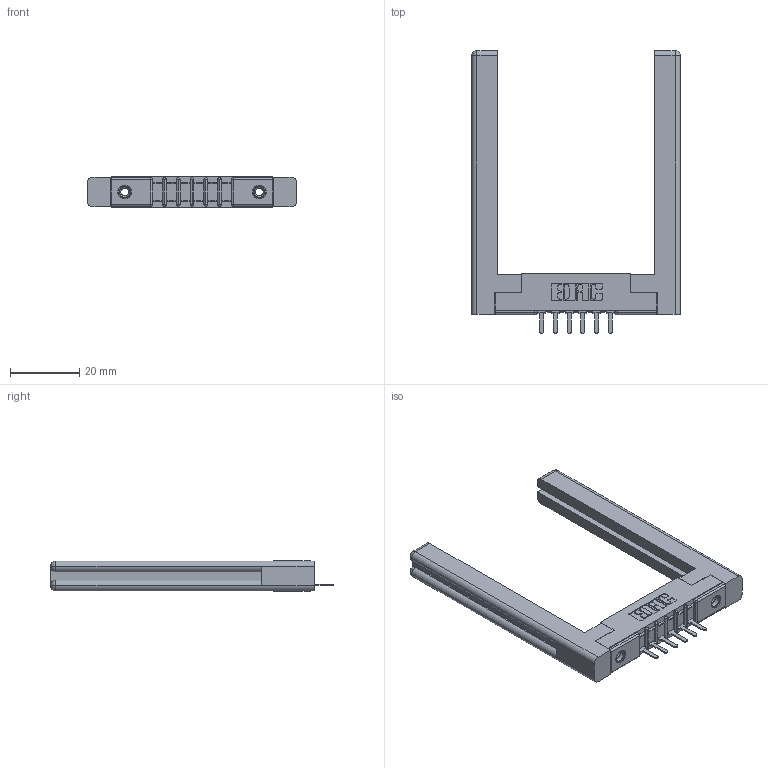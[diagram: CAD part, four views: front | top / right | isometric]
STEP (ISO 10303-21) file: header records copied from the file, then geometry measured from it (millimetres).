
FILE_DESCRIPTION (( 'STEP AP203' ), '1' );
FILE_NAME ('307-006-521-158.STEP', '2019-09-04T17:49:16', ( '' ), ( '' ), 'SwSTEP 2.0', 'SolidWorks 2016', '' );
FILE_SCHEMA (( 'CONFIG_CONTROL_DESIGN' ));
Length unit declared in the file: inch
Products named in the file (5): 345-250-001_345-250-001-102; 307-220-058; 307 Part_.156 Dia Mounting Holes; 307-290-002_521; 307-006-521-158
Assembly tree (11 placements, depth 2):
  307-006-521-158
    307 Part_.156 Dia Mounting Holes
    307-290-002_521  x6
    307-220-058  x2
    345-250-001_345-250-001-102  x2
Bounding box: 60.4 x 81.74 x 8.71 mm (x, y, z)
Volume: 11657.9 mm3; surface area: 11376.4 mm2
Topology: 11 solids, 11 shells, 711 faces, 2069 edges, 1346 vertices
Faces by surface type: plane 424, cylinder 249, sphere 14, torus 12, cone 12
Entity records: 12933 total; most frequent: CARTESIAN_POINT 2183, ORIENTED_EDGE 2112, DIRECTION 2098, EDGE_CURVE 1056, VECTOR 788, LINE 788, VERTEX_POINT 686, AXIS2_PLACEMENT_3D 655
